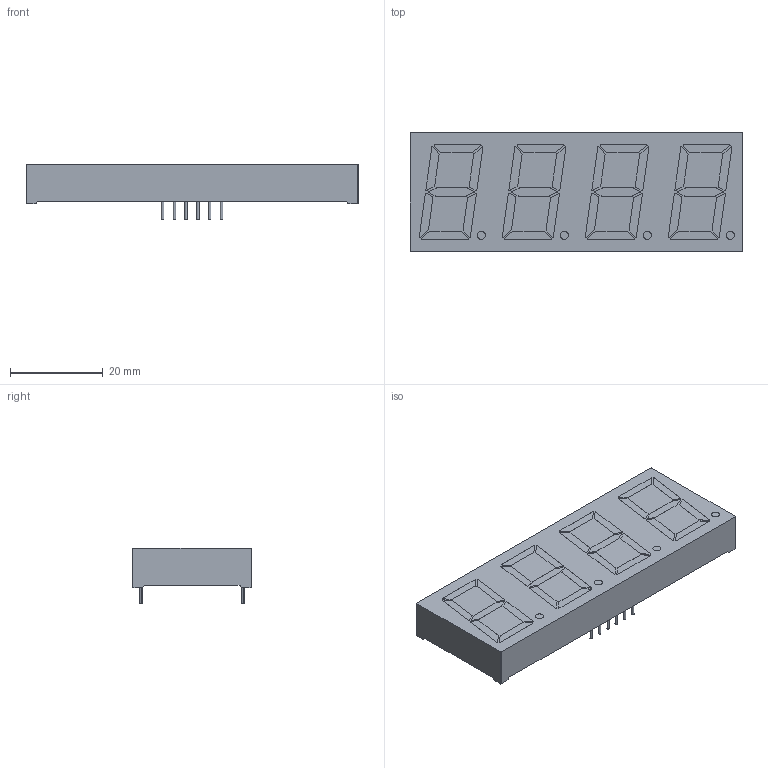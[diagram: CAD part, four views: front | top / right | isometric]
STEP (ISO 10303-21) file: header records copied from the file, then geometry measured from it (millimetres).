
FILE_DESCRIPTION (( 'STEP AP214' ), '1' );
FILE_NAME ('LED-SEG-TH_12P-L71.6-W25.7-H8.5-P2.54-S22.0.step', '2022-07-08T11:40:01', ( '' ), ( '' ), 'SwSTEP 2.0', 'SolidWorks 2020', '' );
FILE_SCHEMA (( 'AUTOMOTIVE_DESIGN' ));
Length unit declared in the file: millimetre
Products named in the file (1): LED-SEG-TH_12P-L71.6-W25.7-H8.5-P2.54-S22.0
Bounding box: 71.6 x 25.71 x 12 mm (x, y, z)
Volume: 14733 mm3; surface area: 5343.1 mm2
Topology: 1 solids, 1 shells, 582 faces, 1551 edges, 1034 vertices
Faces by surface type: plane 316, cylinder 168, bspline 98
Entity records: 25066 total; most frequent: CARTESIAN_POINT 4474, ORIENTED_EDGE 3102, DIRECTION 2657, EDGE_CURVE 1551, VERTEX_POINT 1034, LINE 1015, VECTOR 1015, AXIS2_PLACEMENT_3D 821
